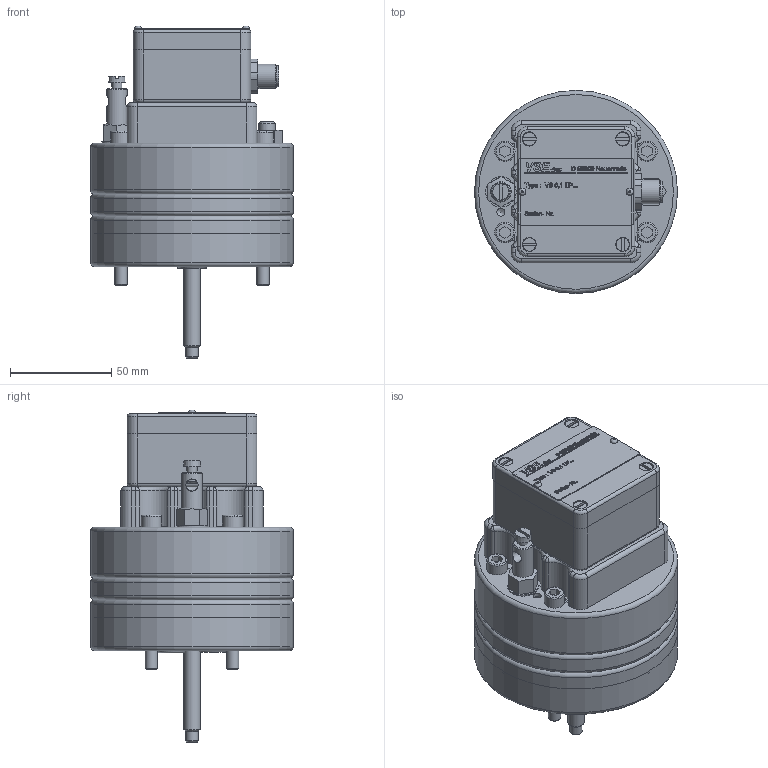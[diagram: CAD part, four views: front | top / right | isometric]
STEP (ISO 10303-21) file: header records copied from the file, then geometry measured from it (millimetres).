
FILE_DESCRIPTION( ( 'STEP AP203' ), '1' );
FILE_NAME( 'V06 1 52 3 VS0,1 EP.. stp.stp', '2006-12-20T11:09:22', ( ' ' ), ( ' ' ), 'XStep 1.0', ' ', ' ' );
FILE_SCHEMA( ( 'CONFIG_CONTROL_DESIGN) ( )' ) );
Length unit declared in the file: metre
Products named in the file (23): Assem1; Assem2; Assem3; Assem4; 1; 2; 3; 4; 5; 6; 7; 8; 9; 10; 11; 12; 13; 14; 15; 16; 17; 18; 19
Bounding box: 100 x 100 x 163.6 mm (x, y, z)
Surface area: 388972 mm2
Topology: 63 solids, 63 shells, 2450 faces, 5892 edges, 3725 vertices
Faces by surface type: plane 1251, cylinder 662, extrusion 162, cone 158, torus 130, sphere 64, bspline 23
Full cylindrical faces by diameter (mm): 1 x12, 2 x11, 2.2 x4, 3.242 x4, 3.8 x4, 4 x10, 4.134 x10, 4.3 x8, 4.8 x16, 5 x2, 5.3 x16, 6 x7, 6.6 x24, 6.647 x12, 7 x16, 8 x3, 8.4 x2, 9 x32, 9.5 x20, 10 x7, 10.5 x3, 12 x11, 13 x5, 14.376 x4, 14.5 x4, 15 x10, 16 x3, 21 x4, 100 x6
Entity records: 30432 total; most frequent: CARTESIAN_POINT 10242, ORIENTED_EDGE 3772, DIRECTION 3556, EDGE_CURVE 1886, AXIS2_PLACEMENT_3D 1382, VERTEX_POINT 1339, EDGE_LOOP 1297, FACE_OUTER_BOUND 1024
